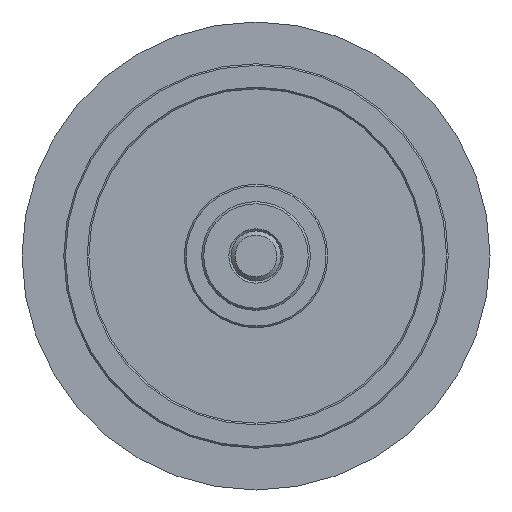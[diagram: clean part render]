
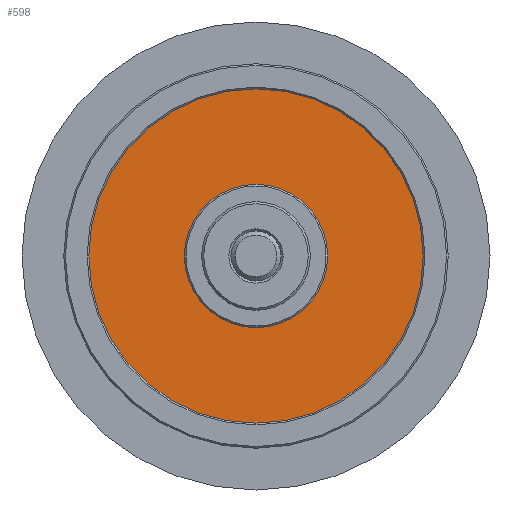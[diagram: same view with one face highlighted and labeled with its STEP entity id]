
A CAD part, front view. The second image highlights one B-rep face of the part: STEP entity #598.
In plain terms, the highlighted planar face has unit normal (0, -1, 0).
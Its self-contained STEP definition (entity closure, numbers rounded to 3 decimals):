
#103=FACE_BOUND('',#182,.T.);
#132=FACE_OUTER_BOUND('',#181,.T.);
#181=EDGE_LOOP('',(#461));
#182=EDGE_LOOP('',(#462));
#232=CIRCLE('',#685,8.575);
#235=CIRCLE('',#690,20.);
#279=VERTEX_POINT('',#1025);
#282=VERTEX_POINT('',#1035);
#342=EDGE_CURVE('',#279,#279,#232,.T.);
#346=EDGE_CURVE('',#282,#282,#235,.T.);
#461=ORIENTED_EDGE('',*,*,#346,.T.);
#462=ORIENTED_EDGE('',*,*,#342,.F.);
#525=PLANE('',#689);
#598=ADVANCED_FACE('',(#132,#103),#525,.F.);
#685=AXIS2_PLACEMENT_3D('',#1027,#846,#847);
#689=AXIS2_PLACEMENT_3D('',#1034,#855,#856);
#690=AXIS2_PLACEMENT_3D('',#1036,#857,#858);
#846=DIRECTION('center_axis',(0.,-1.,0.));
#847=DIRECTION('ref_axis',(0.,0.,-1.));
#855=DIRECTION('center_axis',(0.,1.,0.));
#856=DIRECTION('ref_axis',(0.,0.,1.));
#857=DIRECTION('center_axis',(0.,-1.,0.));
#858=DIRECTION('ref_axis',(0.,0.,-1.));
#1025=CARTESIAN_POINT('',(0.,-6.75,8.575));
#1027=CARTESIAN_POINT('Origin',(0.,-6.75,
0.));
#1034=CARTESIAN_POINT('Origin',(0.,-6.75,
0.));
#1035=CARTESIAN_POINT('',(0.,-6.75,20.));
#1036=CARTESIAN_POINT('Origin',(0.,-6.75,
0.));
